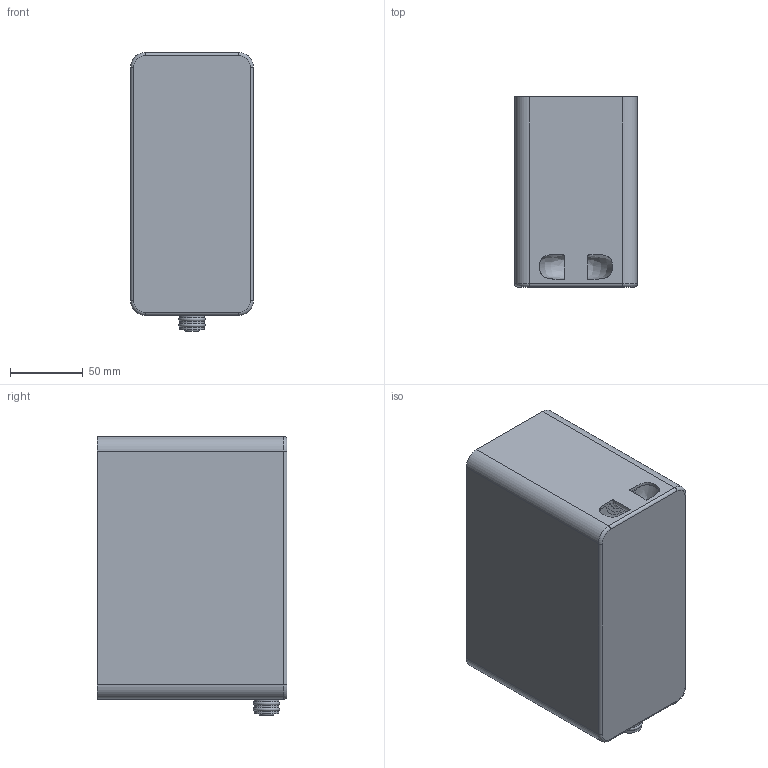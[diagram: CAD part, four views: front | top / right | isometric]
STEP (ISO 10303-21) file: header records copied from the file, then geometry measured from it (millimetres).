
FILE_DESCRIPTION(/* description */ ('','CAx-IF Rec.Pracs.---Representation and Presentation of Product Manufacturing Information (PMI)---4.0---2014-10-13'),/* implementation_level */ '2;1');
FILE_NAME(/* name */ 'water tank rev1_v1.step',/* time_stamp */ '2025-01-08T23:54:52+01:00',/* author */ (''),/* organization */ (''),/* preprocessor_version */ 'ST-DEVELOPER v20',/* originating_system */ 'Autodesk Translation Framework v13.20.0.188',/* authorisation */ '');
FILE_SCHEMA (('AP242_MANAGED_MODEL_BASED_3D_ENGINEERING_MIM_LF { 1 0 10303 442 1 1 4 }'));
Length unit declared in the file: millimetre
Products named in the file (5): water tank rev1; oring; sprezyna\; blokada; oring mini
Assembly tree (5 placements, depth 2):
  water tank rev1
    oring  x2
    sprezyna\
    blokada
    oring mini
Bounding box: 84 x 130 x 191 mm (x, y, z)
Volume: 172001.7 mm3; surface area: 165873.7 mm2
Topology: 6 solids, 6 shells, 78 faces, 168 edges, 105 vertices
Faces by surface type: cylinder 29, plane 28, bspline 12, torus 9
Full cylindrical faces by diameter (mm): 2.8 x1, 4 x2, 5 x1, 10.2 x1, 11 x1, 13 x2, 17 x3
Entity records: 5374 total; most frequent: CARTESIAN_POINT 3561, DIRECTION 361, ORIENTED_EDGE 332, EDGE_CURVE 166, AXIS2_PLACEMENT_3D 153, VERTEX_POINT 104, EDGE_LOOP 92, CIRCLE 78
